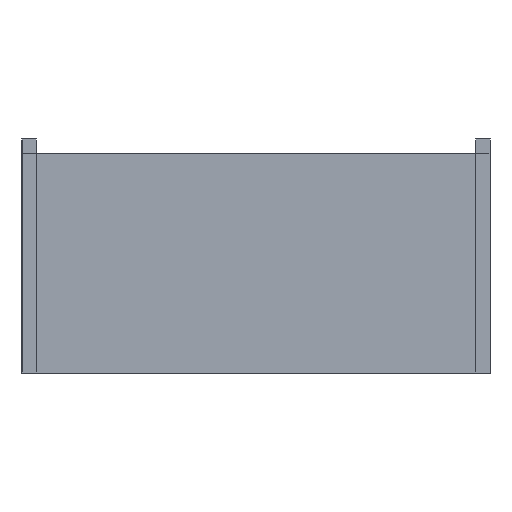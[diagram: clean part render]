
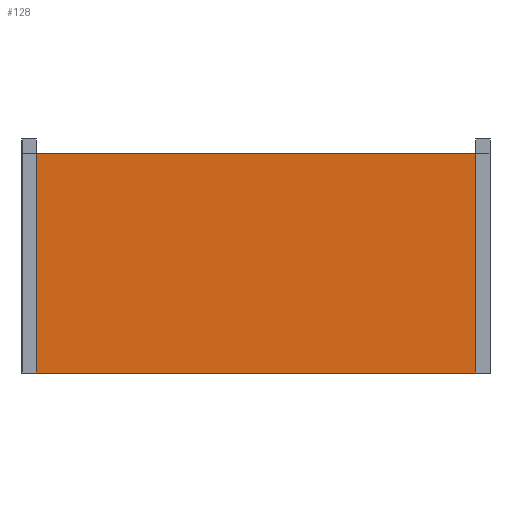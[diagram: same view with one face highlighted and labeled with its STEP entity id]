
A CAD part, front view. The second image highlights one B-rep face of the part: STEP entity #128.
In plain terms, the highlighted planar face has unit normal (0, -1, 0).
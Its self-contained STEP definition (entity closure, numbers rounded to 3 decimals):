
#128=ADVANCED_FACE('',(#242),#1758,.T.);
#242=FACE_OUTER_BOUND('',#356,.T.);
#356=EDGE_LOOP('',(#524,#525,#526,#527));
#524=ORIENTED_EDGE('',*,*,#1041,.T.);
#525=ORIENTED_EDGE('',*,*,#1051,.T.);
#526=ORIENTED_EDGE('',*,*,#1046,.T.);
#527=ORIENTED_EDGE('',*,*,#1045,.T.);
#1041=EDGE_CURVE('',#1580,#1581,#1317,.T.);
#1045=EDGE_CURVE('',#1583,#1580,#1321,.T.);
#1046=EDGE_CURVE('',#1582,#1583,#1322,.T.);
#1051=EDGE_CURVE('',#1581,#1582,#1327,.T.);
#1317=B_SPLINE_CURVE_WITH_KNOTS('',1,(#2235,#2236),.UNSPECIFIED.,.F.,.F.,
(2,2),(45.827,68.031),.UNSPECIFIED.);
#1321=B_SPLINE_CURVE_WITH_KNOTS('',1,(#2243,#2244),.UNSPECIFIED.,.F.,.F.,
(2,2),(12.52,23.622),.UNSPECIFIED.);
#1322=B_SPLINE_CURVE_WITH_KNOTS('',1,(#2245,#2246),.UNSPECIFIED.,.F.,.F.,
(2,2),(-45.118,-22.913),.UNSPECIFIED.);
#1327=B_SPLINE_CURVE_WITH_KNOTS('',1,(#2255,#2256),.UNSPECIFIED.,.F.,.F.,
(2,2),(12.52,23.622),.UNSPECIFIED.);
#1580=VERTEX_POINT('',#2225);
#1581=VERTEX_POINT('',#2226);
#1582=VERTEX_POINT('',#2227);
#1583=VERTEX_POINT('',#2228);
#1758=PLANE('',#1892);
#1892=AXIS2_PLACEMENT_3D('',#2219,#2008,$);
#2008=DIRECTION('',(0.,-1.,0.));
#2219=CARTESIAN_POINT('',(23320.618,83910.177,80.313));
#2225=CARTESIAN_POINT('',(23320.618,83910.177,80.313));
#2226=CARTESIAN_POINT('',(23884.618,83910.179,80.313));
#2227=CARTESIAN_POINT('',(23884.618,83910.179,362.314));
#2228=CARTESIAN_POINT('',(23320.618,83910.176,362.314));
#2235=CARTESIAN_POINT('',(23320.618,83910.177,80.313));
#2236=CARTESIAN_POINT('',(23884.618,83910.179,80.313));
#2243=CARTESIAN_POINT('',(23320.618,83910.176,362.314));
#2244=CARTESIAN_POINT('',(23320.618,83910.177,80.313));
#2245=CARTESIAN_POINT('',(23884.618,83910.179,362.314));
#2246=CARTESIAN_POINT('',(23320.618,83910.176,362.314));
#2255=CARTESIAN_POINT('',(23884.618,83910.179,80.313));
#2256=CARTESIAN_POINT('',(23884.618,83910.179,362.314));
